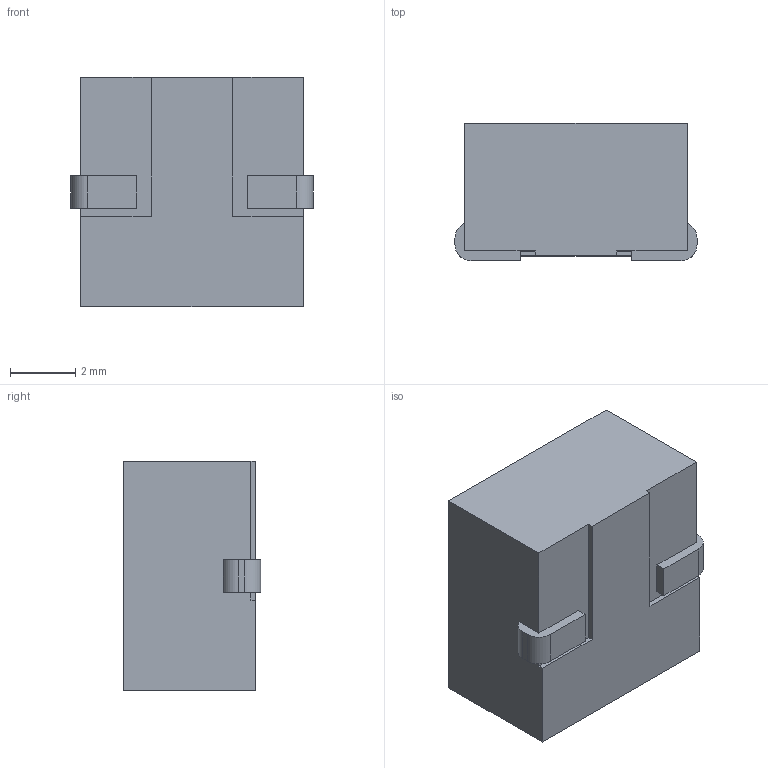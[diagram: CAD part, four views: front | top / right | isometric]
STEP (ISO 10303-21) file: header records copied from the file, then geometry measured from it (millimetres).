
FILE_DESCRIPTION (( 'STEP AP214' ), '1' );
FILE_NAME ('Coilcraft-MLC7542.STEP', '2019-01-29T07:54:55', ( '' ), ( '' ), 'SwSTEP 2.0', 'SolidWorks 2019', '' );
FILE_SCHEMA (( 'AUTOMOTIVE_DESIGN' ));
Length unit declared in the file: millimetre
Products named in the file (1): Coilcraft-MLC7542
Bounding box: 7.4 x 4.2 x 7 mm (x, y, z)
Surface area: 211.7 mm2 (no closed solid volume)
Topology: 0 solids, 1 shells, 168 faces, 413 edges, 255 vertices
Faces by surface type: plane 90, bspline 74, cylinder 4
Entity records: 9447 total; most frequent: CARTESIAN_POINT 4158, ORIENTED_EDGE 822, DIRECTION 461, EDGE_CURVE 413, LINE 255, VECTOR 255, VERTEX_POINT 255, EDGE_LOOP 178
